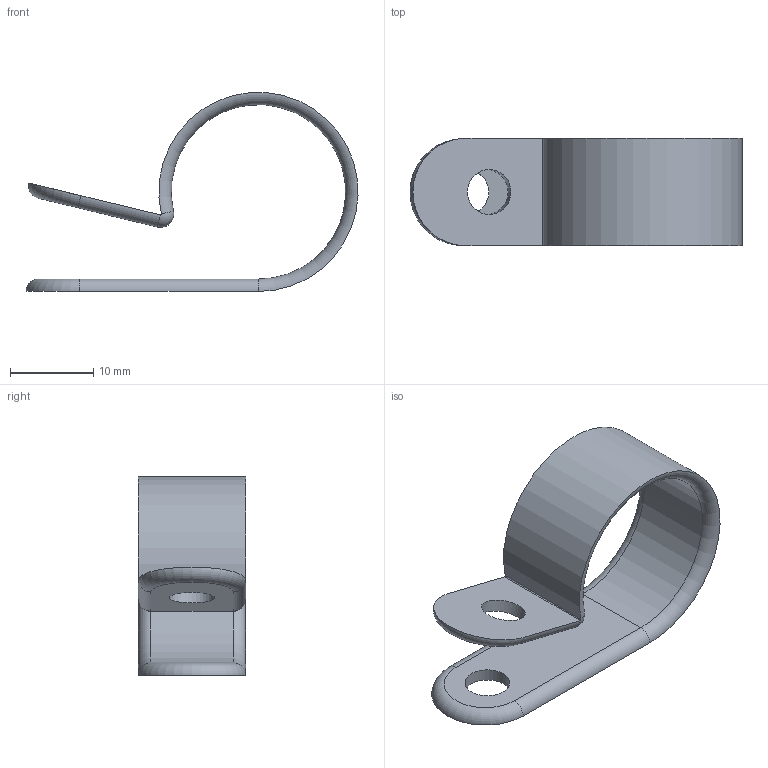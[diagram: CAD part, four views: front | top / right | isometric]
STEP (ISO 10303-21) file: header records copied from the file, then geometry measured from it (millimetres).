
FILE_DESCRIPTION(/* description */ ('Unknown'),/* implementation_level */ '2;1');
FILE_NAME(/* name */ '500918000',/* time_stamp */ '2019-01-04T13:58:45+01:00',/* author */ ('Unknown'),/* organization */ ('Unknown'),/* preprocessor_version */ 'ST-DEVELOPER v16.7',/* originating_system */ 'DEX',/* authorisation */ $);
FILE_SCHEMA (('AUTOMOTIVE_DESIGN {1 0 10303 214 3 1 1}'));
Length unit declared in the file: millimetre
Products named in the file (1): 500918000
Bounding box: 39.99 x 12.9 x 23.96 mm (x, y, z)
Volume: 1739.5 mm3; surface area: 2696.7 mm2
Topology: 1 solids, 1 shells, 20 faces, 43 edges, 25 vertices
Faces by surface type: cylinder 10, torus 6, plane 4
Full cylindrical faces by diameter (mm): 5.4 x2
Entity records: 564 total; most frequent: DIRECTION 108, CARTESIAN_POINT 85, ORIENTED_EDGE 80, AXIS2_PLACEMENT_3D 47, EDGE_CURVE 40, CIRCLE 26, EDGE_LOOP 26, FACE_BOUND 26
